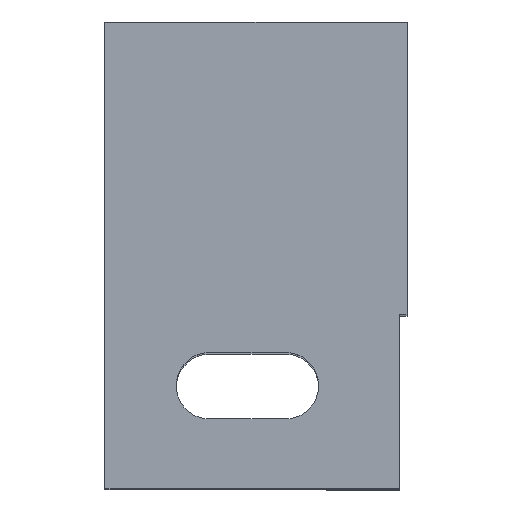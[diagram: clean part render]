
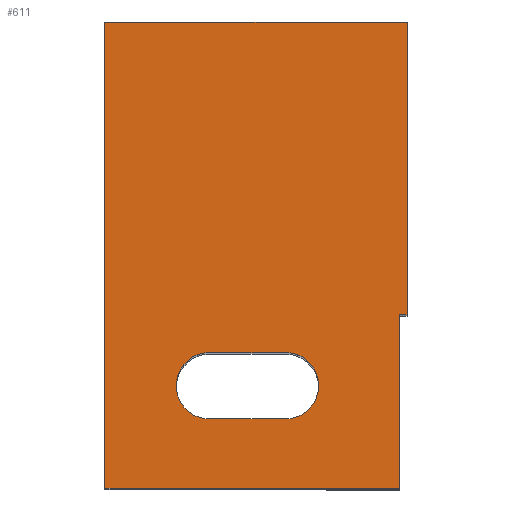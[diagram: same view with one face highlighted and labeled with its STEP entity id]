
A CAD part, top view. The second image highlights one B-rep face of the part: STEP entity #611.
In plain terms, the highlighted planar face has unit normal (0, 0, 1).
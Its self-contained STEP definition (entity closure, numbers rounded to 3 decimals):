
#7 = VECTOR ( 'NONE', #183, 1000. ) ;
#22 = PLANE ( 'NONE',  #860 ) ;
#41 = EDGE_CURVE ( 'NONE', #798, #207, #500, .T. ) ;
#48 = CARTESIAN_POINT ( 'NONE',  ( 1481.5, -34., 99.8 ) ) ;
#66 = VECTOR ( 'NONE', #576, 1000. ) ;
#79 = DIRECTION ( 'NONE',  ( 0., -1., 0. ) ) ;
#97 = VERTEX_POINT ( 'NONE', #675 ) ;
#108 = VECTOR ( 'NONE', #322, 1000. ) ;
#117 = VECTOR ( 'NONE', #540, 1000. ) ;
#120 = CARTESIAN_POINT ( 'NONE',  ( 1473.5, -41., 99.8 ) ) ;
#133 = ORIENTED_EDGE ( 'NONE', *, *, #690, .T. ) ;
#134 = EDGE_LOOP ( 'NONE', ( #355, #732, #428, #523, #194, #133 ) ) ;
#146 = VECTOR ( 'NONE', #462, 1000. ) ;
#149 = CARTESIAN_POINT ( 'NONE',  ( 1462.5, -48.3, 99.8 ) ) ;
#172 = LINE ( 'NONE', #635, #618 ) ;
#183 = DIRECTION ( 'NONE',  ( -1., 0., 0. ) ) ;
#184 = VERTEX_POINT ( 'NONE', #736 ) ;
#194 = ORIENTED_EDGE ( 'NONE', *, *, #572, .F. ) ;
#207 = VERTEX_POINT ( 'NONE', #149 ) ;
#208 = FACE_OUTER_BOUND ( 'NONE', #134, .T. ) ;
#214 = DIRECTION ( 'NONE',  ( 0., -1., 0. ) ) ;
#219 = DIRECTION ( 'NONE',  ( 1., 0., 0. ) ) ;
#221 = DIRECTION ( 'NONE',  ( 0., 1., 0. ) ) ;
#238 = VERTEX_POINT ( 'NONE', #873 ) ;
#245 = EDGE_CURVE ( 'NONE', #830, #238, #392, .T. ) ;
#248 = CARTESIAN_POINT ( 'NONE',  ( 1473.5, -34., 99.8 ) ) ;
#258 = VERTEX_POINT ( 'NONE', #438 ) ;
#284 = EDGE_CURVE ( 'NONE', #207, #258, #172, .T. ) ;
#312 = CIRCLE ( 'NONE', #447, 3.5 ) ;
#322 = DIRECTION ( 'NONE',  ( -1., 0., 0. ) ) ;
#355 = ORIENTED_EDGE ( 'NONE', *, *, #284, .F. ) ;
#367 = CARTESIAN_POINT ( 'NONE',  ( 1492.5, -1., 99.8 ) ) ;
#368 = LINE ( 'NONE', #404, #7 ) ;
#376 = DIRECTION ( 'NONE',  ( 0., 0., 1. ) ) ;
#384 = VERTEX_POINT ( 'NONE', #455 ) ;
#392 = LINE ( 'NONE', #120, #879 ) ;
#395 = DIRECTION ( 'NONE',  ( 0., 0., 1. ) ) ;
#404 = CARTESIAN_POINT ( 'NONE',  ( 1494.3, -30., 99.8 ) ) ;
#417 = EDGE_CURVE ( 'NONE', #450, #830, #312, .T. ) ;
#428 = ORIENTED_EDGE ( 'NONE', *, *, #434, .T. ) ;
#434 = EDGE_CURVE ( 'NONE', #798, #97, #820, .T. ) ;
#438 = CARTESIAN_POINT ( 'NONE',  ( 1462.5, 0.8, 99.8 ) ) ;
#447 = AXIS2_PLACEMENT_3D ( 'NONE', #789, #395, #877 ) ;
#449 = CARTESIAN_POINT ( 'NONE',  ( 1473.5, -41., 99.8 ) ) ;
#450 = VERTEX_POINT ( 'NONE', #248 ) ;
#455 = CARTESIAN_POINT ( 'NONE',  ( 1494.3, -30., 99.8 ) ) ;
#462 = DIRECTION ( 'NONE',  ( 0., 1., 0. ) ) ;
#465 = EDGE_CURVE ( 'NONE', #184, #450, #846, .T. ) ;
#467 = LINE ( 'NONE', #517, #66 ) ;
#498 = VECTOR ( 'NONE', #214, 1000. ) ;
#500 = LINE ( 'NONE', #812, #117 ) ;
#517 = CARTESIAN_POINT ( 'NONE',  ( 1493.5, 0.8, 99.8 ) ) ;
#523 = ORIENTED_EDGE ( 'NONE', *, *, #557, .F. ) ;
#534 = VERTEX_POINT ( 'NONE', #891 ) ;
#536 = FACE_BOUND ( 'NONE', #636, .T. ) ;
#539 = CARTESIAN_POINT ( 'NONE',  ( 1493.5, -48.3, 99.8 ) ) ;
#540 = DIRECTION ( 'NONE',  ( -1., 0., 0. ) ) ;
#557 = EDGE_CURVE ( 'NONE', #384, #97, #368, .T. ) ;
#572 = EDGE_CURVE ( 'NONE', #534, #384, #702, .T. ) ;
#576 = DIRECTION ( 'NONE',  ( -1., 0., 0. ) ) ;
#587 = ORIENTED_EDGE ( 'NONE', *, *, #417, .F. ) ;
#606 = ORIENTED_EDGE ( 'NONE', *, *, #626, .F. ) ;
#611 = ADVANCED_FACE ( 'NONE', ( #536, #208 ), #22, .T. ) ;
#618 = VECTOR ( 'NONE', #221, 1000. ) ;
#626 = EDGE_CURVE ( 'NONE', #238, #184, #876, .T. ) ;
#635 = CARTESIAN_POINT ( 'NONE',  ( 1462.5, -1., 99.8 ) ) ;
#636 = EDGE_LOOP ( 'NONE', ( #587, #779, #606, #749 ) ) ;
#675 = CARTESIAN_POINT ( 'NONE',  ( 1493.5, -30., 99.8 ) ) ;
#690 = EDGE_CURVE ( 'NONE', #534, #258, #467, .T. ) ;
#702 = LINE ( 'NONE', #801, #498 ) ;
#732 = ORIENTED_EDGE ( 'NONE', *, *, #41, .F. ) ;
#736 = CARTESIAN_POINT ( 'NONE',  ( 1481.5, -34., 99.8 ) ) ;
#749 = ORIENTED_EDGE ( 'NONE', *, *, #245, .F. ) ;
#754 = DIRECTION ( 'NONE',  ( 0., 0., 1. ) ) ;
#766 = DIRECTION ( 'NONE',  ( 1., 0., 0. ) ) ;
#779 = ORIENTED_EDGE ( 'NONE', *, *, #465, .F. ) ;
#789 = CARTESIAN_POINT ( 'NONE',  ( 1473.5, -37.5, 99.8 ) ) ;
#798 = VERTEX_POINT ( 'NONE', #858 ) ;
#801 = CARTESIAN_POINT ( 'NONE',  ( 1494.3, -1.5, 99.8 ) ) ;
#812 = CARTESIAN_POINT ( 'NONE',  ( 1492.5, -48.3, 99.8 ) ) ;
#820 = LINE ( 'NONE', #539, #146 ) ;
#830 = VERTEX_POINT ( 'NONE', #449 ) ;
#846 = LINE ( 'NONE', #48, #108 ) ;
#853 = CARTESIAN_POINT ( 'NONE',  ( 1481.5, -37.5, 99.8 ) ) ;
#857 = AXIS2_PLACEMENT_3D ( 'NONE', #853, #376, #766 ) ;
#858 = CARTESIAN_POINT ( 'NONE',  ( 1493.5, -48.3, 99.8 ) ) ;
#860 = AXIS2_PLACEMENT_3D ( 'NONE', #367, #754, #79 ) ;
#873 = CARTESIAN_POINT ( 'NONE',  ( 1481.5, -41., 99.8 ) ) ;
#876 = CIRCLE ( 'NONE', #857, 3.5 ) ;
#877 = DIRECTION ( 'NONE',  ( 1., 0., 0. ) ) ;
#879 = VECTOR ( 'NONE', #219, 1000. ) ;
#891 = CARTESIAN_POINT ( 'NONE',  ( 1494.3, 0.8, 99.8 ) ) ;
